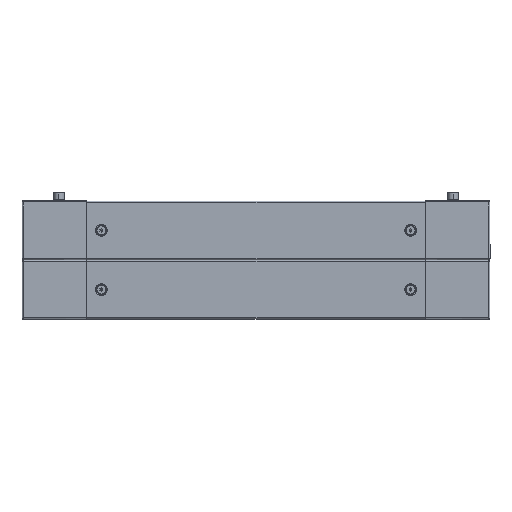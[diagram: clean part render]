
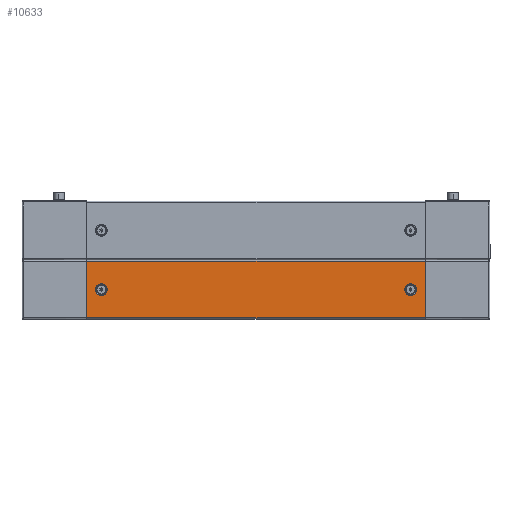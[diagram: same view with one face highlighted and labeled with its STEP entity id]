
A CAD part, top view. The second image highlights one B-rep face of the part: STEP entity #10633.
In plain terms, the highlighted face is planar.
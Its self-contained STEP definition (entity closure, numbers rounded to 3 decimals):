
#1622 = DIRECTION ( 'NONE',  ( 1., 0., 0. ) ) ;
#1624 = PLANE ( 'NONE',  #6088 ) ;
#1625 = FACE_BOUND ( 'NONE', #17661, .T. ) ;
#1627 = FACE_OUTER_BOUND ( 'NONE', #17651, .T. ) ;
#1629 = FACE_BOUND ( 'NONE', #17645, .T. ) ;
#1630 = CARTESIAN_POINT ( 'NONE',  ( -289., -48., 0. ) ) ;
#1632 = DIRECTION ( 'NONE',  ( 0., 0., 1. ) ) ;
#2468 = AXIS2_PLACEMENT_3D ( 'NONE', #8122, #8123, #8124 ) ;
#2471 = VECTOR ( 'NONE', #8119, 1000. ) ;
#2472 = CIRCLE ( 'NONE', #2468, 10. ) ;
#2473 = VECTOR ( 'NONE', #8115, 1000. ) ;
#2474 = AXIS2_PLACEMENT_3D ( 'NONE', #8107, #8108, #8109 ) ;
#2475 = VECTOR ( 'NONE', #8110, 1000. ) ;
#2476 = VECTOR ( 'NONE', #8113, 1000. ) ;
#2480 = CIRCLE ( 'NONE', #2474, 10. ) ;
#2494 = AXIS2_PLACEMENT_3D ( 'NONE', #8066, #8067, #8068 ) ;
#2497 = CIRCLE ( 'NONE', #2494, 10. ) ;
#2518 = AXIS2_PLACEMENT_3D ( 'NONE', #8021, #8022, #8023 ) ;
#2523 = CIRCLE ( 'NONE', #2518, 10. ) ;
#4197 = ORIENTED_EDGE ( 'NONE', *, *, #20932, .T. ) ;
#4199 = ORIENTED_EDGE ( 'NONE', *, *, #20947, .F. ) ;
#4202 = ORIENTED_EDGE ( 'NONE', *, *, #20945, .T. ) ;
#4222 = ORIENTED_EDGE ( 'NONE', *, *, #20917, .F. ) ;
#4424 = ORIENTED_EDGE ( 'NONE', *, *, #20950, .F. ) ;
#4426 = ORIENTED_EDGE ( 'NONE', *, *, #20946, .T. ) ;
#4435 = ORIENTED_EDGE ( 'NONE', *, *, #20948, .T. ) ;
#4437 = ORIENTED_EDGE ( 'NONE', *, *, #20949, .F. ) ;
#5334 = CARTESIAN_POINT ( 'NONE',  ( 289., -47.9, 0. ) ) ;
#5343 = CARTESIAN_POINT ( 'NONE',  ( -289., 47.9, 0. ) ) ;
#5344 = CARTESIAN_POINT ( 'NONE',  ( -289., -47.9, 0. ) ) ;
#5347 = CARTESIAN_POINT ( 'NONE',  ( 289., 47.9, 0. ) ) ;
#5358 = CARTESIAN_POINT ( 'NONE',  ( 253.5, 0., 0. ) ) ;
#5360 = CARTESIAN_POINT ( 'NONE',  ( 273.5, 0., 0. ) ) ;
#5658 = CARTESIAN_POINT ( 'NONE',  ( -253.5, 0., 0. ) ) ;
#5661 = CARTESIAN_POINT ( 'NONE',  ( -273.5, 0., 0. ) ) ;
#6088 = AXIS2_PLACEMENT_3D ( 'NONE', #1630, #1632, #1622 ) ;
#8021 = CARTESIAN_POINT ( 'NONE',  ( 263.5, 0., 0. ) ) ;
#8022 = DIRECTION ( 'NONE',  ( 0., 0., -1. ) ) ;
#8023 = DIRECTION ( 'NONE',  ( -1., 0., 0. ) ) ;
#8066 = CARTESIAN_POINT ( 'NONE',  ( -263.5, 0., 0. ) ) ;
#8067 = DIRECTION ( 'NONE',  ( 0., 0., 1. ) ) ;
#8068 = DIRECTION ( 'NONE',  ( 1., 0., 0. ) ) ;
#8099 = CARTESIAN_POINT ( 'NONE',  ( 289., -47.9, 0. ) ) ;
#8103 = LINE ( 'NONE', #8099, #2475 ) ;
#8105 = LINE ( 'NONE', #8114, #2473 ) ;
#8106 = LINE ( 'NONE', #8111, #2476 ) ;
#8107 = CARTESIAN_POINT ( 'NONE',  ( -263.5, 0., 0. ) ) ;
#8108 = DIRECTION ( 'NONE',  ( 0., 0., 1. ) ) ;
#8109 = DIRECTION ( 'NONE',  ( 1., 0., 0. ) ) ;
#8110 = DIRECTION ( 'NONE',  ( -1., 0., 0. ) ) ;
#8111 = CARTESIAN_POINT ( 'NONE',  ( -289., 48., 0. ) ) ;
#8113 = DIRECTION ( 'NONE',  ( 0., -1., 0. ) ) ;
#8114 = CARTESIAN_POINT ( 'NONE',  ( -289., 47.9, 0. ) ) ;
#8115 = DIRECTION ( 'NONE',  ( 1., 0., 0. ) ) ;
#8116 = LINE ( 'NONE', #8118, #2471 ) ;
#8118 = CARTESIAN_POINT ( 'NONE',  ( 289., 48., 0. ) ) ;
#8119 = DIRECTION ( 'NONE',  ( 0., 1., 0. ) ) ;
#8122 = CARTESIAN_POINT ( 'NONE',  ( 263.5, 0., 0. ) ) ;
#8123 = DIRECTION ( 'NONE',  ( 0., 0., -1. ) ) ;
#8124 = DIRECTION ( 'NONE',  ( -1., 0., 0. ) ) ;
#10633 = ADVANCED_FACE ( 'NONE', ( #1629, #1627, #1625 ), #1624, .F. ) ;
#14118 = VERTEX_POINT ( 'NONE', #5334 ) ;
#14127 = VERTEX_POINT ( 'NONE', #5343 ) ;
#14128 = VERTEX_POINT ( 'NONE', #5344 ) ;
#14131 = VERTEX_POINT ( 'NONE', #5347 ) ;
#14142 = VERTEX_POINT ( 'NONE', #5358 ) ;
#14144 = VERTEX_POINT ( 'NONE', #5360 ) ;
#14442 = VERTEX_POINT ( 'NONE', #5658 ) ;
#14445 = VERTEX_POINT ( 'NONE', #5661 ) ;
#17645 = EDGE_LOOP ( 'NONE', ( #4197, #4202 ) ) ;
#17651 = EDGE_LOOP ( 'NONE', ( #4426, #4199, #4435, #4437 ) ) ;
#17661 = EDGE_LOOP ( 'NONE', ( #4424, #4222 ) ) ;
#20917 = EDGE_CURVE ( 'NONE', #14144, #14142, #2523, .T. ) ;
#20932 = EDGE_CURVE ( 'NONE', #14442, #14445, #2497, .T. ) ;
#20945 = EDGE_CURVE ( 'NONE', #14445, #14442, #2480, .T. ) ;
#20946 = EDGE_CURVE ( 'NONE', #14118, #14128, #8103, .T. ) ;
#20947 = EDGE_CURVE ( 'NONE', #14127, #14128, #8106, .T. ) ;
#20948 = EDGE_CURVE ( 'NONE', #14127, #14131, #8105, .T. ) ;
#20949 = EDGE_CURVE ( 'NONE', #14118, #14131, #8116, .T. ) ;
#20950 = EDGE_CURVE ( 'NONE', #14142, #14144, #2472, .T. ) ;
